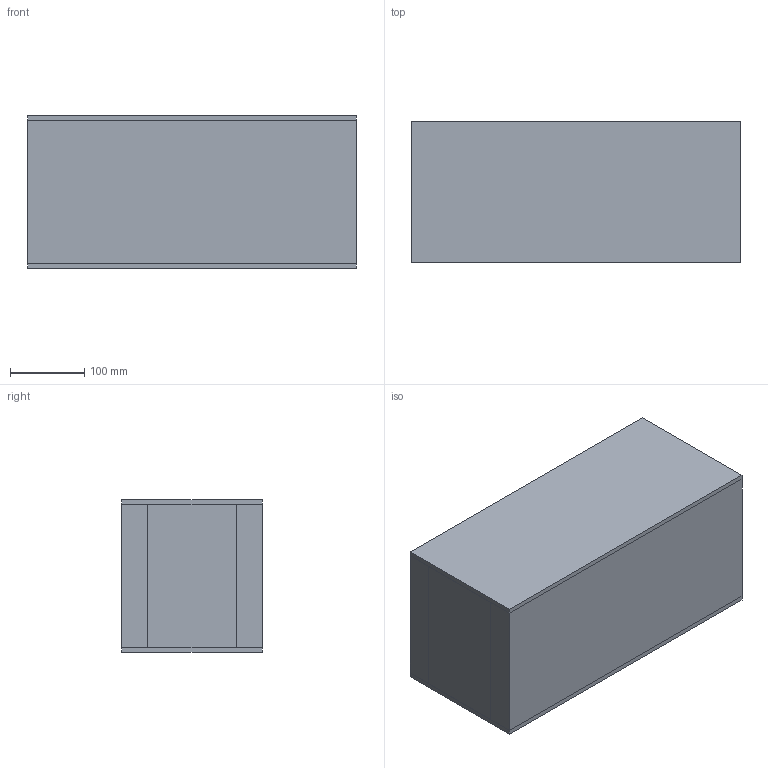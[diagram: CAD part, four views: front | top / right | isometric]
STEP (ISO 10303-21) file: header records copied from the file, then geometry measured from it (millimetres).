
FILE_DESCRIPTION(('Open CASCADE Model'),'2;1');
FILE_NAME('Open CASCADE Shape Model','2016-08-29T11:34:47',('Author'),( 'Open CASCADE'),'Open CASCADE STEP processor 6.5','Open CASCADE 6.5' ,'Unknown');
FILE_SCHEMA(('AUTOMOTIVE_DESIGN_CC2 { 1 2 10303 214 -1 1 5 4 }'));
Length unit declared in the file: millimetre
Products named in the file (11): Decomposed_convertedTest
Bounding box: 444 x 190 x 206.5 mm (x, y, z)
Volume: 12122815.3 mm3; surface area: 1182080 mm2
Topology: 11 solids, 11 shells, 70 faces, 160 edges, 112 vertices
Faces by surface type: plane 66, cylinder 4
Entity records: 4214 total; most frequent: CARTESIAN_POINT 771, DIRECTION 622, LINE 424, VECTOR 424, ORIENTED_EDGE 320, PCURVE 320, DEFINITIONAL_REPRESENTATION 320, EDGE_CURVE 160
